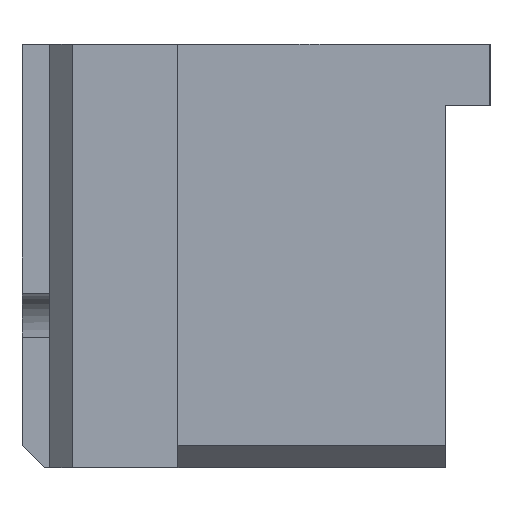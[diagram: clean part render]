
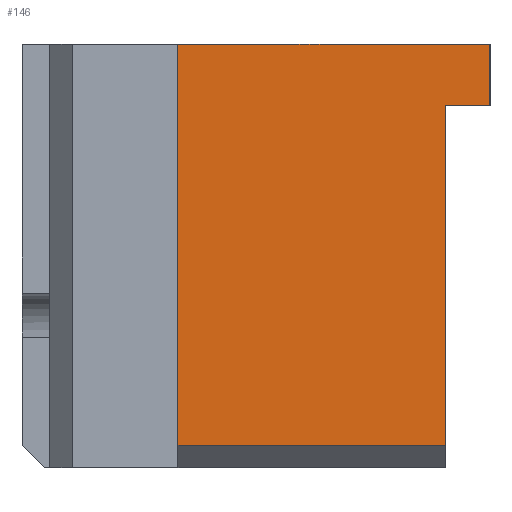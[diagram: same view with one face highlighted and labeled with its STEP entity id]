
A CAD part, left-side view. The second image highlights one B-rep face of the part: STEP entity #146.
In plain terms, the highlighted planar face has unit normal (-1, 0, 0).
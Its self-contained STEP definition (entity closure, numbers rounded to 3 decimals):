
#21 = EDGE_CURVE('',#22,#24,#26,.T.);
#22 = VERTEX_POINT('',#23);
#23 = CARTESIAN_POINT('',(0.,4.,-5.5));
#24 = VERTEX_POINT('',#25);
#25 = CARTESIAN_POINT('',(0.,4.,-36.));
#26 = LINE('',#27,#28);
#27 = CARTESIAN_POINT('',(0.,4.,-5.5));
#28 = VECTOR('',#29,1.);
#29 = DIRECTION('',(-0.,-0.,-1.));
#146 = ADVANCED_FACE('',(#147),#188,.T.);
#147 = FACE_BOUND('',#148,.F.);
#148 = EDGE_LOOP('',(#149,#150,#158,#166,#174,#182));
#149 = ORIENTED_EDGE('',*,*,#21,.T.);
#150 = ORIENTED_EDGE('',*,*,#151,.T.);
#151 = EDGE_CURVE('',#24,#152,#154,.T.);
#152 = VERTEX_POINT('',#153);
#153 = CARTESIAN_POINT('',(0.,28.,-36.));
#154 = LINE('',#155,#156);
#155 = CARTESIAN_POINT('',(0.,4.,-36.));
#156 = VECTOR('',#157,1.);
#157 = DIRECTION('',(-0.,1.,-0.));
#158 = ORIENTED_EDGE('',*,*,#159,.F.);
#159 = EDGE_CURVE('',#160,#152,#162,.T.);
#160 = VERTEX_POINT('',#161);
#161 = CARTESIAN_POINT('',(0.,28.,0.));
#162 = LINE('',#163,#164);
#163 = CARTESIAN_POINT('',(0.,28.,-18.5));
#164 = VECTOR('',#165,1.);
#165 = DIRECTION('',(-0.,-0.,-1.));
#166 = ORIENTED_EDGE('',*,*,#167,.T.);
#167 = EDGE_CURVE('',#160,#168,#170,.T.);
#168 = VERTEX_POINT('',#169);
#169 = CARTESIAN_POINT('',(0.,0.,0.));
#170 = LINE('',#171,#172);
#171 = CARTESIAN_POINT('',(0.,28.,0.));
#172 = VECTOR('',#173,1.);
#173 = DIRECTION('',(-0.,-1.,-0.));
#174 = ORIENTED_EDGE('',*,*,#175,.T.);
#175 = EDGE_CURVE('',#168,#176,#178,.T.);
#176 = VERTEX_POINT('',#177);
#177 = CARTESIAN_POINT('',(0.,0.,-5.5));
#178 = LINE('',#179,#180);
#179 = CARTESIAN_POINT('',(0.,0.,0.));
#180 = VECTOR('',#181,1.);
#181 = DIRECTION('',(-0.,-0.,-1.));
#182 = ORIENTED_EDGE('',*,*,#183,.F.);
#183 = EDGE_CURVE('',#22,#176,#184,.T.);
#184 = LINE('',#185,#186);
#185 = CARTESIAN_POINT('',(0.,28.,-5.5));
#186 = VECTOR('',#187,1.);
#187 = DIRECTION('',(-0.,-1.,-0.));
#188 = PLANE('',#189);
#189 = AXIS2_PLACEMENT_3D('',#190,#191,#192);
#190 = CARTESIAN_POINT('',(0.,14.985,-18.015));
#191 = DIRECTION('',(-1.,0.,0.));
#192 = DIRECTION('',(0.,0.,-1.));
